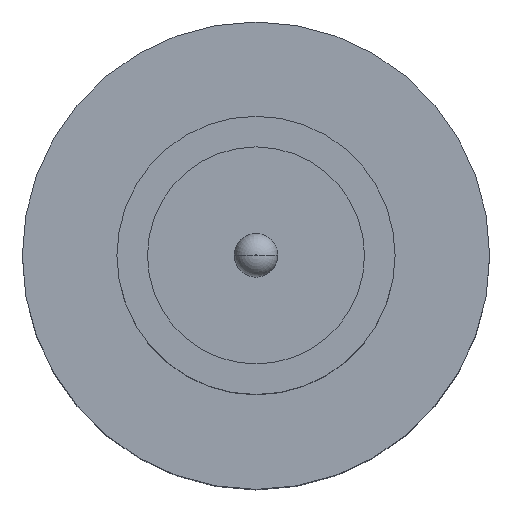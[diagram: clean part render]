
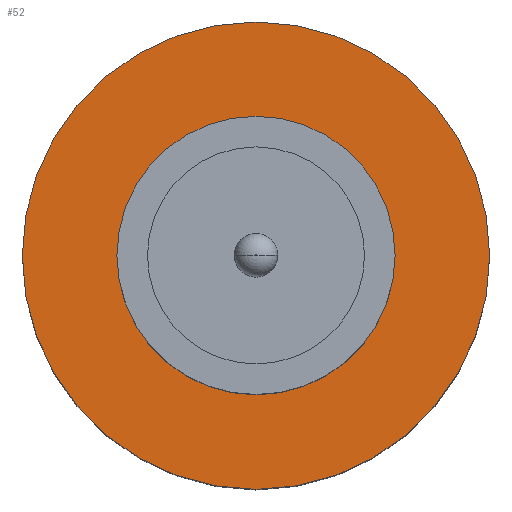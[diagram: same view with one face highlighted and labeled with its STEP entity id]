
A CAD part, top view. The second image highlights one B-rep face of the part: STEP entity #52.
In plain terms, the highlighted planar face has unit normal (0, 0, 1).
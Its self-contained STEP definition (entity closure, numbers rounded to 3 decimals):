
#34 = AXIS2_PLACEMENT_3D ( 'NONE', #370, #232, #857 ) ;
#42 = EDGE_LOOP ( 'NONE', ( #80, #596 ) ) ;
#52 = ADVANCED_FACE ( 'NONE', ( #864, #669 ), #646, .T. ) ;
#72 = VERTEX_POINT ( 'NONE', #219 ) ;
#80 = ORIENTED_EDGE ( 'NONE', *, *, #517, .F. ) ;
#82 = CARTESIAN_POINT ( 'NONE',  ( 0., 0., 1.55 ) ) ;
#93 = CIRCLE ( 'NONE', #826, 2.1 ) ;
#101 = CARTESIAN_POINT ( 'NONE',  ( 0., 0., 1.55 ) ) ;
#105 = DIRECTION ( 'NONE',  ( 1., 0., 0. ) ) ;
#106 = CIRCLE ( 'NONE', #34, 2.1 ) ;
#129 = EDGE_CURVE ( 'NONE', #529, #72, #106, .T. ) ;
#159 = VERTEX_POINT ( 'NONE', #422 ) ;
#186 = EDGE_CURVE ( 'NONE', #159, #492, #279, .T. ) ;
#205 = CARTESIAN_POINT ( 'NONE',  ( -2.1, 0., 1.55 ) ) ;
#218 = CARTESIAN_POINT ( 'NONE',  ( 1.25, 0., 1.55 ) ) ;
#219 = CARTESIAN_POINT ( 'NONE',  ( 2.1, 0., 1.55 ) ) ;
#232 = DIRECTION ( 'NONE',  ( 0., 0., 1. ) ) ;
#278 = AXIS2_PLACEMENT_3D ( 'NONE', #280, #578, #851 ) ;
#279 = CIRCLE ( 'NONE', #651, 1.25 ) ;
#280 = CARTESIAN_POINT ( 'NONE',  ( 0., 0., 1.55 ) ) ;
#310 = AXIS2_PLACEMENT_3D ( 'NONE', #82, #423, #784 ) ;
#370 = CARTESIAN_POINT ( 'NONE',  ( 0., 0., 1.55 ) ) ;
#380 = CIRCLE ( 'NONE', #278, 1.25 ) ;
#394 = EDGE_LOOP ( 'NONE', ( #843, #908 ) ) ;
#422 = CARTESIAN_POINT ( 'NONE',  ( -1.25, 0., 1.55 ) ) ;
#423 = DIRECTION ( 'NONE',  ( 0., 0., 1. ) ) ;
#492 = VERTEX_POINT ( 'NONE', #218 ) ;
#517 = EDGE_CURVE ( 'NONE', #492, #159, #380, .T. ) ;
#519 = DIRECTION ( 'NONE',  ( 1., 0., 0. ) ) ;
#529 = VERTEX_POINT ( 'NONE', #205 ) ;
#578 = DIRECTION ( 'NONE',  ( 0., 0., 1. ) ) ;
#596 = ORIENTED_EDGE ( 'NONE', *, *, #186, .F. ) ;
#602 = DIRECTION ( 'NONE',  ( 0., 0., 1. ) ) ;
#646 = PLANE ( 'NONE',  #310 ) ;
#651 = AXIS2_PLACEMENT_3D ( 'NONE', #867, #733, #519 ) ;
#669 = FACE_OUTER_BOUND ( 'NONE', #394, .T. ) ;
#733 = DIRECTION ( 'NONE',  ( 0., 0., 1. ) ) ;
#768 = EDGE_CURVE ( 'NONE', #72, #529, #93, .T. ) ;
#784 = DIRECTION ( 'NONE',  ( 1., 0., 0. ) ) ;
#826 = AXIS2_PLACEMENT_3D ( 'NONE', #101, #602, #105 ) ;
#843 = ORIENTED_EDGE ( 'NONE', *, *, #129, .T. ) ;
#851 = DIRECTION ( 'NONE',  ( 1., 0., 0. ) ) ;
#857 = DIRECTION ( 'NONE',  ( 1., 0., 0. ) ) ;
#864 = FACE_BOUND ( 'NONE', #42, .T. ) ;
#867 = CARTESIAN_POINT ( 'NONE',  ( 0., 0., 1.55 ) ) ;
#908 = ORIENTED_EDGE ( 'NONE', *, *, #768, .T. ) ;
